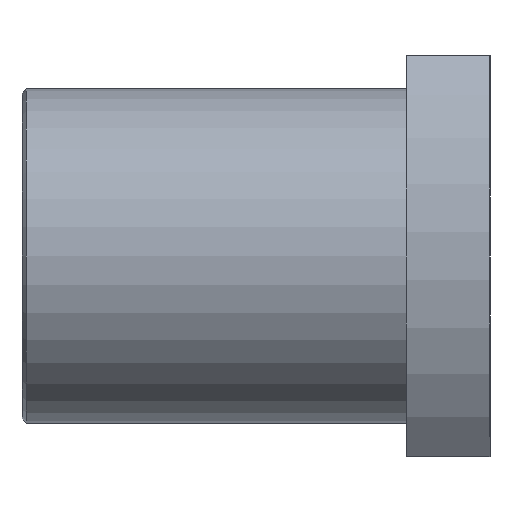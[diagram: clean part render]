
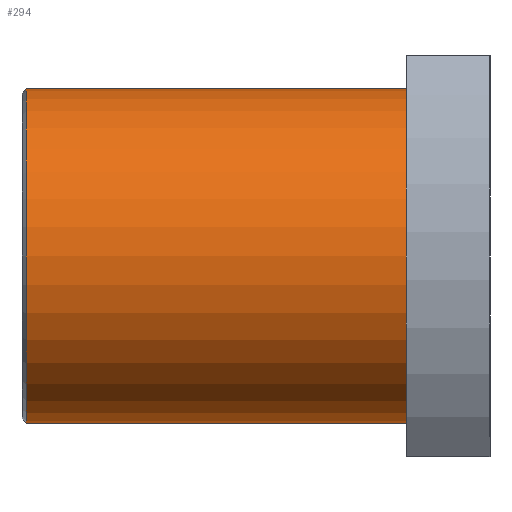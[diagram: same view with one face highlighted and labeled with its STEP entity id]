
A CAD part, front view. The second image highlights one B-rep face of the part: STEP entity #294.
In plain terms, the highlighted cylindrical face has radius 10 mm (diameter 20 mm), a partial arc.
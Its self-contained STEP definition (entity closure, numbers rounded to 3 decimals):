
#15 = CIRCLE ( 'NONE', #539, 10. ) ;
#35 = CYLINDRICAL_SURFACE ( 'NONE', #196, 10. ) ;
#54 = LINE ( 'NONE', #525, #291 ) ;
#57 = DIRECTION ( 'NONE',  ( 1., 0., 0. ) ) ;
#59 = VERTEX_POINT ( 'NONE', #204 ) ;
#73 = LINE ( 'NONE', #340, #427 ) ;
#104 = DIRECTION ( 'NONE',  ( -1., 0., 0. ) ) ;
#129 = CARTESIAN_POINT ( 'NONE',  ( -15.792, 0., 0. ) ) ;
#135 = DIRECTION ( 'NONE',  ( -1., 0., 0. ) ) ;
#187 = ORIENTED_EDGE ( 'NONE', *, *, #468, .F. ) ;
#196 = AXIS2_PLACEMENT_3D ( 'NONE', #506, #104, #491 ) ;
#204 = CARTESIAN_POINT ( 'NONE',  ( 6.958, 0., 10. ) ) ;
#226 = EDGE_CURVE ( 'NONE', #59, #707, #73, .T. ) ;
#246 = ORIENTED_EDGE ( 'NONE', *, *, #689, .T. ) ;
#277 = VERTEX_POINT ( 'NONE', #732 ) ;
#291 = VECTOR ( 'NONE', #400, 1000. ) ;
#294 = ADVANCED_FACE ( 'NONE', ( #741 ), #35, .T. ) ;
#340 = CARTESIAN_POINT ( 'NONE',  ( -105.275, 0., 10. ) ) ;
#362 = ORIENTED_EDGE ( 'NONE', *, *, #420, .T. ) ;
#400 = DIRECTION ( 'NONE',  ( -1., 0., 0. ) ) ;
#420 = EDGE_CURVE ( 'NONE', #707, #651, #15, .T. ) ;
#427 = VECTOR ( 'NONE', #596, 1000. ) ;
#437 = ORIENTED_EDGE ( 'NONE', *, *, #226, .T. ) ;
#448 = DIRECTION ( 'NONE',  ( 0., 0., 1. ) ) ;
#468 = EDGE_CURVE ( 'NONE', #277, #651, #54, .T. ) ;
#491 = DIRECTION ( 'NONE',  ( 0., 0., 1. ) ) ;
#506 = CARTESIAN_POINT ( 'NONE',  ( -105.275, 0., 0. ) ) ;
#508 = AXIS2_PLACEMENT_3D ( 'NONE', #561, #135, #448 ) ;
#525 = CARTESIAN_POINT ( 'NONE',  ( -105.275, 0., -10. ) ) ;
#537 = DIRECTION ( 'NONE',  ( 0., 0., -1. ) ) ;
#539 = AXIS2_PLACEMENT_3D ( 'NONE', #129, #57, #537 ) ;
#561 = CARTESIAN_POINT ( 'NONE',  ( 6.958, 0., 0. ) ) ;
#596 = DIRECTION ( 'NONE',  ( -1., 0., 0. ) ) ;
#650 = CIRCLE ( 'NONE', #508, 10. ) ;
#651 = VERTEX_POINT ( 'NONE', #670 ) ;
#670 = CARTESIAN_POINT ( 'NONE',  ( -15.792, 0., -10. ) ) ;
#686 = CARTESIAN_POINT ( 'NONE',  ( -15.792, 0., 10. ) ) ;
#689 = EDGE_CURVE ( 'NONE', #277, #59, #650, .T. ) ;
#707 = VERTEX_POINT ( 'NONE', #686 ) ;
#732 = CARTESIAN_POINT ( 'NONE',  ( 6.958, 0., -10. ) ) ;
#741 = FACE_OUTER_BOUND ( 'NONE', #754, .T. ) ;
#754 = EDGE_LOOP ( 'NONE', ( #187, #246, #437, #362 ) ) ;
